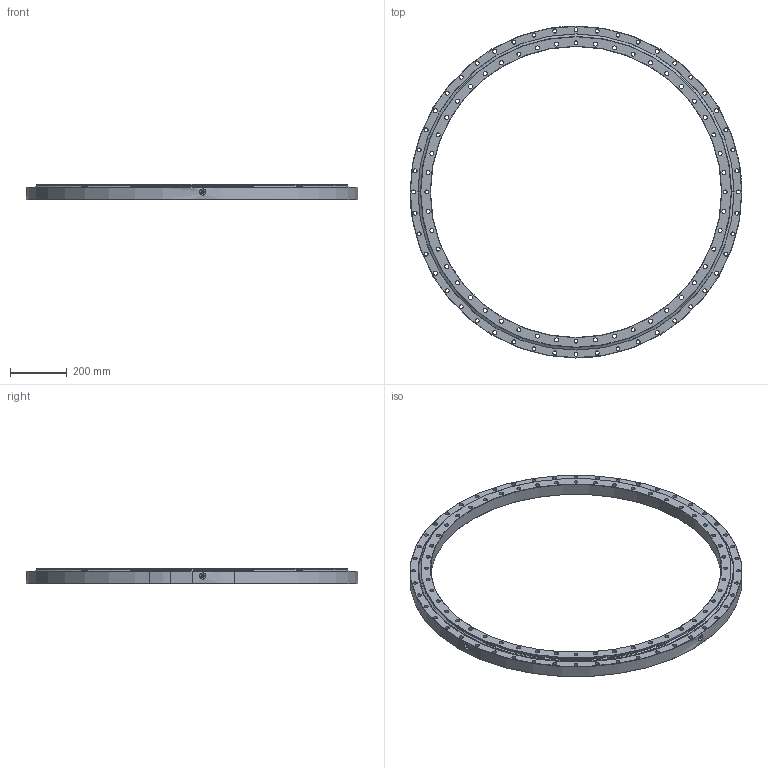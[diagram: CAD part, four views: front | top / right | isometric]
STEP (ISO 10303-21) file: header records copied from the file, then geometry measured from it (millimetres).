
FILE_DESCRIPTION (( 'STEP AP214' ), '1' );
FILE_NAME ('SD.1166.20.00.B.STEP', '2016-04-13T08:10:17', ( '' ), ( '' ), 'SwSTEP 2.0', 'SolidWorks 2015', '' );
FILE_SCHEMA (( 'AUTOMOTIVE_DESIGN' ));
Length unit declared in the file: millimetre
Products named in the file (7): SD.1166.20.00.B; A.1166.B20B.A1N.0 - OR; A.1166.B20B.A1N.0 - OR Seal; Grease nipple M10x1mm; A.1166.B20B.A1N.0 - IR Seal; Ball D20; A.1166.B20B.A1N.0 - IR
Assembly tree (155 placements, depth 2):
  SD.1166.20.00.B
    A.1166.B20B.A1N.0 - IR
    A.1166.B20B.A1N.0 - OR
    Ball D20  x147
    A.1166.B20B.A1N.0 - IR Seal
    A.1166.B20B.A1N.0 - OR Seal
    Grease nipple M10x1mm  x4
Bounding box: 1166 x 1166 x 56 mm (x, y, z)
Volume: 9766635.6 mm3; surface area: 1854587.1 mm2
Topology: 155 solids, 155 shells, 749 faces, 2172 edges, 1453 vertices
Faces by surface type: sphere 294, cylinder 256, cone 96, plane 58, torus 45
Entity records: 13662 total; most frequent: CARTESIAN_POINT 2756, DIRECTION 2480, ORIENTED_EDGE 1858, AXIS2_PLACEMENT_3D 1094, EDGE_CURVE 929, VERTEX_POINT 594, CIRCLE 581, EDGE_LOOP 573
